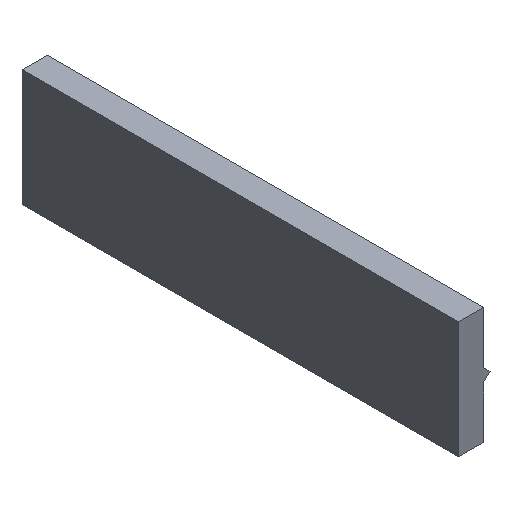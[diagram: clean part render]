
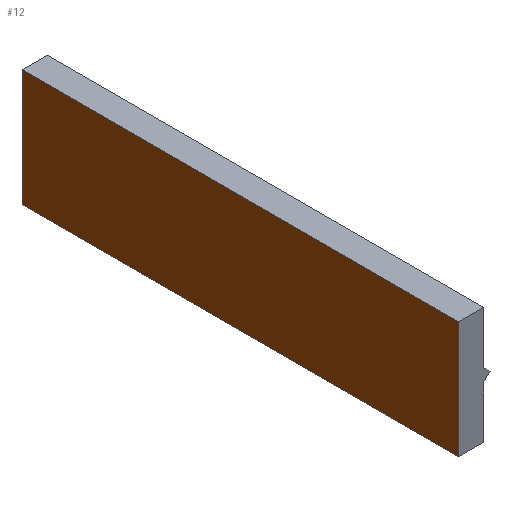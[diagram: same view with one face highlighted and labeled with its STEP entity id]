
A CAD part, isometric view. The second image highlights one B-rep face of the part: STEP entity #12.
In plain terms, the highlighted planar face has unit normal (-1, 0, 0).
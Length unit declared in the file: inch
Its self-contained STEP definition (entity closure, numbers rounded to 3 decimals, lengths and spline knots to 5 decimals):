
#1 = CARTESIAN_POINT ( 'NONE',  ( -0.865, 4., -0.545 ) ) ;
#8 = CARTESIAN_POINT ( 'NONE',  ( -0.865, 4., 0.535 ) ) ;
#11 = DIRECTION ( 'NONE',  ( 0., -1., 0. ) ) ;
#12 = ADVANCED_FACE ( 'NONE', ( #232 ), #60, .F. ) ;
#15 = VECTOR ( 'NONE', #310, 39.37008 ) ;
#20 = LINE ( 'NONE', #67, #185 ) ;
#21 = EDGE_CURVE ( 'NONE', #95, #114, #150, .T. ) ;
#28 = EDGE_CURVE ( 'NONE', #30, #114, #85, .T. ) ;
#30 = VERTEX_POINT ( 'NONE', #57 ) ;
#42 = ORIENTED_EDGE ( 'NONE', *, *, #45, .T. ) ;
#45 = EDGE_CURVE ( 'NONE', #196, #30, #117, .T. ) ;
#57 = CARTESIAN_POINT ( 'NONE',  ( -0.865, 0., -0.535 ) ) ;
#60 = PLANE ( 'NONE',  #237 ) ;
#67 = CARTESIAN_POINT ( 'NONE',  ( -0.865, 4., -0.545 ) ) ;
#75 = VECTOR ( 'NONE', #11, 39.37008 ) ;
#85 = LINE ( 'NONE', #262, #15 ) ;
#91 = DIRECTION ( 'NONE',  ( 1., 0., 0. ) ) ;
#93 = DIRECTION ( 'NONE',  ( 0., 0., -1. ) ) ;
#95 = VERTEX_POINT ( 'NONE', #8 ) ;
#97 = CARTESIAN_POINT ( 'NONE',  ( -0.865, 0., 0.535 ) ) ;
#100 = ORIENTED_EDGE ( 'NONE', *, *, #28, .T. ) ;
#106 = VECTOR ( 'NONE', #139, 39.37008 ) ;
#107 = CARTESIAN_POINT ( 'NONE',  ( -0.865, 4., -0.535 ) ) ;
#114 = VERTEX_POINT ( 'NONE', #97 ) ;
#117 = LINE ( 'NONE', #193, #75 ) ;
#139 = DIRECTION ( 'NONE',  ( 0., -1., 0. ) ) ;
#150 = LINE ( 'NONE', #284, #106 ) ;
#151 = EDGE_LOOP ( 'NONE', ( #42, #100, #167, #250 ) ) ;
#167 = ORIENTED_EDGE ( 'NONE', *, *, #21, .F. ) ;
#175 = DIRECTION ( 'NONE',  ( 0., 0., 1. ) ) ;
#185 = VECTOR ( 'NONE', #175, 39.37008 ) ;
#193 = CARTESIAN_POINT ( 'NONE',  ( -0.865, 4., -0.535 ) ) ;
#196 = VERTEX_POINT ( 'NONE', #107 ) ;
#232 = FACE_OUTER_BOUND ( 'NONE', #151, .T. ) ;
#237 = AXIS2_PLACEMENT_3D ( 'NONE', #1, #91, #93 ) ;
#250 = ORIENTED_EDGE ( 'NONE', *, *, #253, .F. ) ;
#253 = EDGE_CURVE ( 'NONE', #196, #95, #20, .T. ) ;
#262 = CARTESIAN_POINT ( 'NONE',  ( -0.865, 0., -0.545 ) ) ;
#284 = CARTESIAN_POINT ( 'NONE',  ( -0.865, 4., 0.535 ) ) ;
#310 = DIRECTION ( 'NONE',  ( 0., 0., 1. ) ) ;
